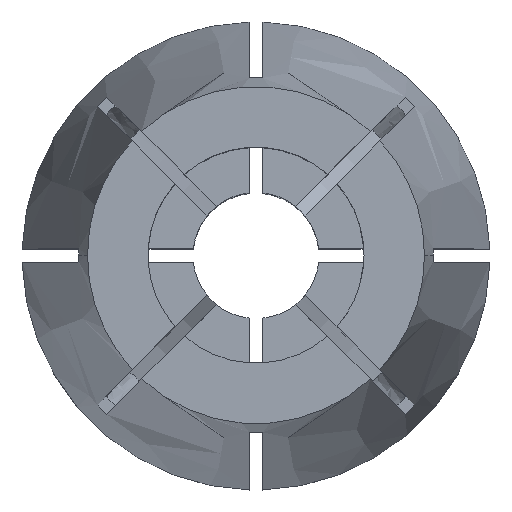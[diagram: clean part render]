
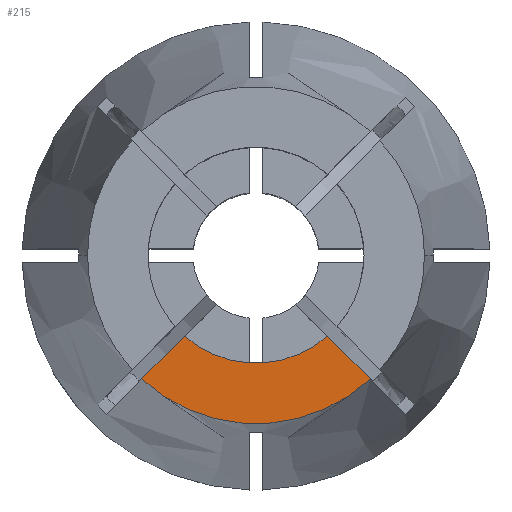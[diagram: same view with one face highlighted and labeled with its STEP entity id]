
A CAD part, top view. The second image highlights one B-rep face of the part: STEP entity #215.
In plain terms, the highlighted planar face has unit normal (0, 0, 1).
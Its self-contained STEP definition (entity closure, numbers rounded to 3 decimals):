
#47 = VECTOR ( 'NONE', #420, 1000. ) ;
#67 = CARTESIAN_POINT ( 'NONE',  ( 0., 0., 0. ) ) ;
#92 = PLANE ( 'NONE',  #2836 ) ;
#215 = ADVANCED_FACE ( 'NONE', ( #711 ), #92, .F. ) ;
#242 = ORIENTED_EDGE ( 'NONE', *, *, #2312, .F. ) ;
#263 = CARTESIAN_POINT ( 'NONE',  ( 0., 0., 0. ) ) ;
#275 = CARTESIAN_POINT ( 'NONE',  ( 3.969, -4.5, 0. ) ) ;
#420 = DIRECTION ( 'NONE',  ( 0.707, 0.707, 0. ) ) ;
#475 = LINE ( 'NONE', #1796, #2806 ) ;
#640 = AXIS2_PLACEMENT_3D ( 'NONE', #263, #1159, #750 ) ;
#711 = FACE_OUTER_BOUND ( 'NONE', #3395, .T. ) ;
#750 = DIRECTION ( 'NONE',  ( 1., 0., 0. ) ) ;
#861 = VERTEX_POINT ( 'NONE', #275 ) ;
#963 = ORIENTED_EDGE ( 'NONE', *, *, #1414, .T. ) ;
#1015 = VERTEX_POINT ( 'NONE', #1131 ) ;
#1029 = EDGE_CURVE ( 'NONE', #1015, #861, #1684, .T. ) ;
#1131 = CARTESIAN_POINT ( 'NONE',  ( -3.969, -4.5, 0. ) ) ;
#1159 = DIRECTION ( 'NONE',  ( 0., 0., 1. ) ) ;
#1251 = CARTESIAN_POINT ( 'NONE',  ( 6.348, -6.879, 0. ) ) ;
#1262 = AXIS2_PLACEMENT_3D ( 'NONE', #67, #1458, #2146 ) ;
#1369 = EDGE_CURVE ( 'NONE', #2852, #2758, #3350, .T. ) ;
#1414 = EDGE_CURVE ( 'NONE', #2758, #861, #475, .T. ) ;
#1453 = LINE ( 'NONE', #3273, #47 ) ;
#1458 = DIRECTION ( 'NONE',  ( 0., 0., 1. ) ) ;
#1622 = CARTESIAN_POINT ( 'NONE',  ( 0., 0., 0. ) ) ;
#1684 = CIRCLE ( 'NONE', #640, 6. ) ;
#1796 = CARTESIAN_POINT ( 'NONE',  ( -0.265, -0.265, 0. ) ) ;
#1951 = ORIENTED_EDGE ( 'NONE', *, *, #1369, .T. ) ;
#2146 = DIRECTION ( 'NONE',  ( 1., 0., 0. ) ) ;
#2312 = EDGE_CURVE ( 'NONE', #2852, #1015, #1453, .T. ) ;
#2372 = DIRECTION ( 'NONE',  ( -0.707, 0.707, 0. ) ) ;
#2556 = ORIENTED_EDGE ( 'NONE', *, *, #1029, .F. ) ;
#2736 = CARTESIAN_POINT ( 'NONE',  ( -6.348, -6.879, 0. ) ) ;
#2758 = VERTEX_POINT ( 'NONE', #1251 ) ;
#2806 = VECTOR ( 'NONE', #2372, 1000. ) ;
#2836 = AXIS2_PLACEMENT_3D ( 'NONE', #1622, #3364, #3381 ) ;
#2852 = VERTEX_POINT ( 'NONE', #2736 ) ;
#3273 = CARTESIAN_POINT ( 'NONE',  ( 0.265, -0.265, 0. ) ) ;
#3350 = CIRCLE ( 'NONE', #1262, 9.36 ) ;
#3364 = DIRECTION ( 'NONE',  ( 0., 0., -1. ) ) ;
#3381 = DIRECTION ( 'NONE',  ( -1., 0., 0. ) ) ;
#3395 = EDGE_LOOP ( 'NONE', ( #242, #1951, #963, #2556 ) ) ;
